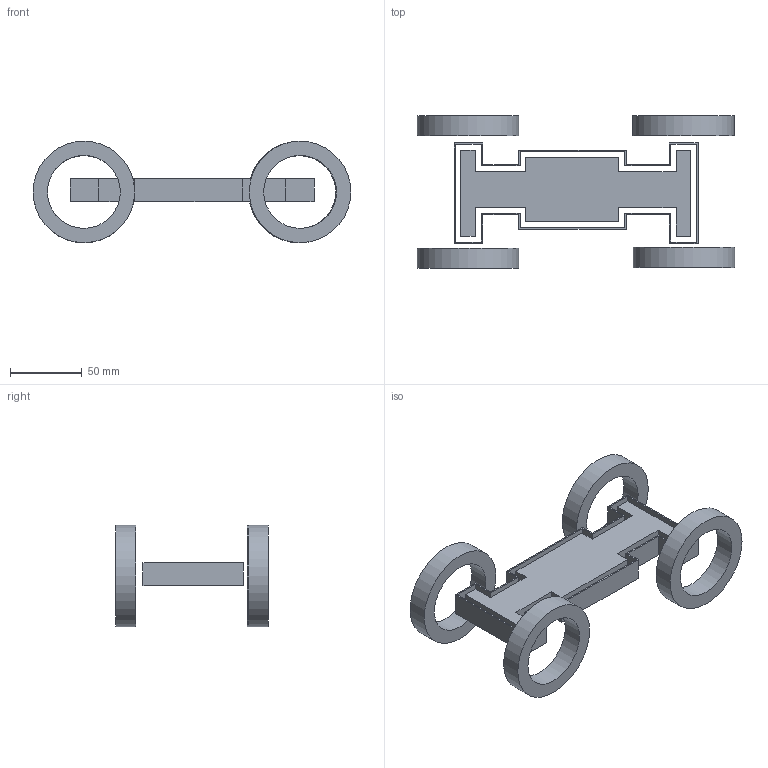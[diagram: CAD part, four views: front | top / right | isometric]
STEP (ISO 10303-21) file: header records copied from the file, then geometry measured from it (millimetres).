
FILE_DESCRIPTION(/* description */ (''),/* implementation_level */ '2;1');
FILE_NAME(/* name */ 'Car v1.step',/* time_stamp */ '2022-10-29T15:53:21+05:30',/* author */ (''),/* organization */ (''),/* preprocessor_version */ 'ST-DEVELOPER v19.2',/* originating_system */ 'Autodesk Translation Framework v11.17.0.187',/* authorisation */ '');
FILE_SCHEMA (('AUTOMOTIVE_DESIGN { 1 0 10303 214 3 1 1 }'));
Length unit declared in the file: millimetre
Products named in the file (1): Car
Bounding box: 221.34 x 106.26 x 70.85 mm (x, y, z)
Volume: 212183.8 mm3; surface area: 77343.8 mm2
Topology: 6 solids, 6 shells, 80 faces, 204 edges, 136 vertices
Faces by surface type: plane 72, cylinder 8
Full cylindrical faces by diameter (mm): 50.711 x4, 70.711 x4
Entity records: 2432 total; most frequent: CARTESIAN_POINT 421, ORIENTED_EDGE 408, DIRECTION 382, EDGE_CURVE 204, LINE 188, VECTOR 188, VERTEX_POINT 136, AXIS2_PLACEMENT_3D 97
